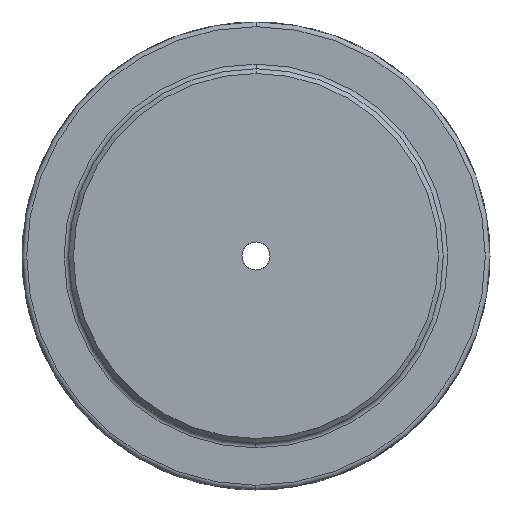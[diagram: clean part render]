
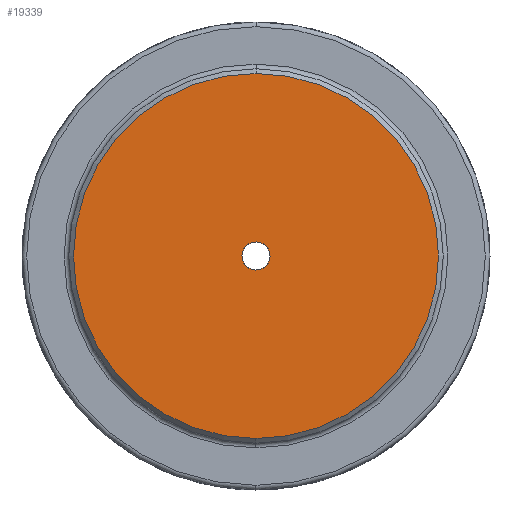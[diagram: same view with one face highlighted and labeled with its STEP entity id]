
A CAD part, left-side view. The second image highlights one B-rep face of the part: STEP entity #19339.
In plain terms, the highlighted face is planar.
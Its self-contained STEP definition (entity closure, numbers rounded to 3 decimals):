
#18515=CARTESIAN_POINT('',(0.,0.,0.));
#18516=DIRECTION('',(0.,0.,1.));
#18517=DIRECTION('',(-1.,0.,0.));
#18518=AXIS2_PLACEMENT_3D('',#18515,#18516,#18517);
#18524=CARTESIAN_POINT('',(0.,0.,0.));
#18525=DIRECTION('',(0.,0.,1.));
#18526=DIRECTION('',(1.,0.,0.));
#18527=AXIS2_PLACEMENT_3D('',#18524,#18525,#18526);
#18538=CARTESIAN_POINT('',(0.,0.,0.));
#18539=DIRECTION('',(0.,0.,1.));
#18540=DIRECTION('',(-1.,0.,0.));
#18541=AXIS2_PLACEMENT_3D('',#18538,#18539,#18540);
#18543=CARTESIAN_POINT('',(0.,0.,0.));
#18544=DIRECTION('',(0.,0.,1.));
#18545=DIRECTION('',(1.,0.,0.));
#18546=AXIS2_PLACEMENT_3D('',#18543,#18544,#18545);
#18597=CARTESIAN_POINT('',(78.,0.,0.));
#18598=CARTESIAN_POINT('',(-78.,0.,0.));
#18599=VERTEX_POINT('',#18597);
#18600=VERTEX_POINT('',#18598);
#18627=CARTESIAN_POINT('',(6.,0.,0.));
#18628=CARTESIAN_POINT('',(-6.,0.,0.));
#18629=VERTEX_POINT('',#18627);
#18630=VERTEX_POINT('',#18628);
#19324=CARTESIAN_POINT('',(0.,0.,0.));
#19325=DIRECTION('',(0.,0.,1.));
#19326=DIRECTION('',(1.,0.,0.));
#19327=AXIS2_PLACEMENT_3D('',#19324,#19325,#19326);
#19328=PLANE('',#19327);
#19330=ORIENTED_EDGE('',*,*,#19329,.T.);
#19332=ORIENTED_EDGE('',*,*,#19331,.T.);
#19333=EDGE_LOOP('',(#19330,#19332));
#19334=FACE_OUTER_BOUND('',#19333,.F.);
#19335=ORIENTED_EDGE('',*,*,#19317,.F.);
#19336=ORIENTED_EDGE('',*,*,#19304,.F.);
#19337=EDGE_LOOP('',(#19335,#19336));
#19338=FACE_BOUND('',#19337,.F.);
#19339=ADVANCED_FACE('',(#19334,#19338),#19328,.F.);
#18519=CIRCLE('',#18518,6.);
#18528=CIRCLE('',#18527,6.);
#18542=CIRCLE('',#18541,78.);
#18547=CIRCLE('',#18546,78.);
#19304=EDGE_CURVE('',#18630,#18629,#18519,.T.);
#19317=EDGE_CURVE('',#18629,#18630,#18528,.T.);
#19329=EDGE_CURVE('',#18600,#18599,#18542,.T.);
#19331=EDGE_CURVE('',#18599,#18600,#18547,.T.);
